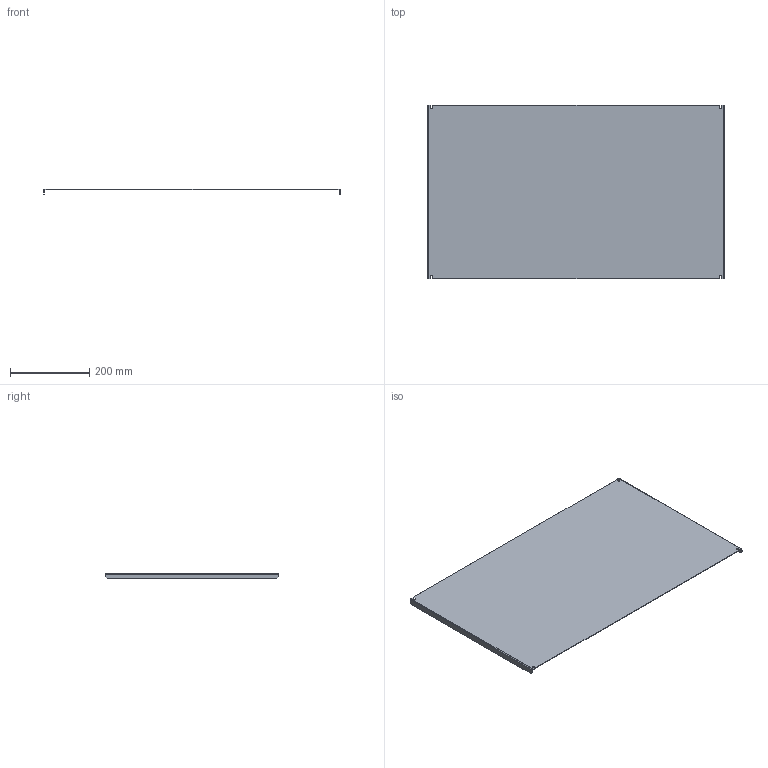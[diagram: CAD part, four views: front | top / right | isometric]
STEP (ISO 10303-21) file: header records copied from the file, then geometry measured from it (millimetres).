
FILE_DESCRIPTION (( 'STEP AP214' ), '1' );
FILE_NAME ('PM-EKO-58.STEP', '2017-07-14T12:08:46', ( '' ), ( '' ), 'SwSTEP 2.0', 'SolidWorks 2017', '' );
FILE_SCHEMA (( 'AUTOMOTIVE_DESIGN' ));
Length unit declared in the file: millimetre
Products named in the file (2): PM-EKO-58; PM-EKO-58(Default)
Assembly tree (1 placements, depth 2):
  PM-EKO-58
    PM-EKO-58(Default)
Bounding box: 748 x 437 x 15 mm (x, y, z)
Volume: 506652 mm3; surface area: 679242.4 mm2
Topology: 1 solids, 1 shells, 44 faces, 110 edges, 68 vertices
Faces by surface type: plane 34, cylinder 10
Entity records: 1352 total; most frequent: CARTESIAN_POINT 226, DIRECTION 226, ORIENTED_EDGE 220, EDGE_CURVE 110, VECTOR 90, LINE 90, AXIS2_PLACEMENT_3D 68, VERTEX_POINT 68
